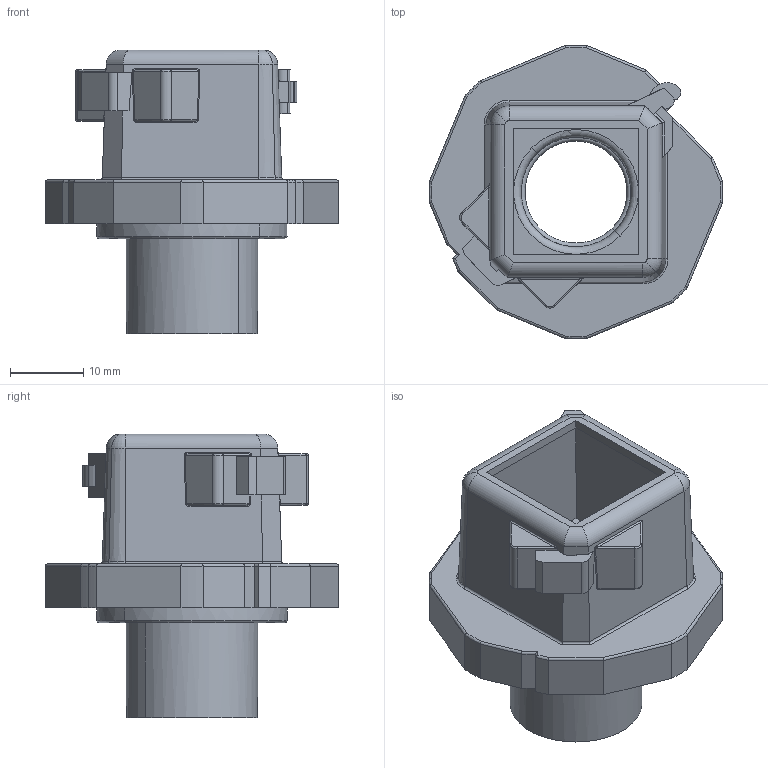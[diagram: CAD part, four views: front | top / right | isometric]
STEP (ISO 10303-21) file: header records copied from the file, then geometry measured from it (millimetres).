
FILE_DESCRIPTION(('CATIA V5 STEP Exchange','CAx-IF Rec.Pracs.--- Model Styling and Organization---1.4--- 2014-01-23'),'2;1');
FILE_NAME ('D1463369_0', '2019-02-06T10:57:50+00:00', ('none'), ('Weidmueller'), 'CATIA Version 5-6 Release 2016 SP3 HF44', 'CATIA V5 STEP AP214', 'none');
FILE_SCHEMA(('AUTOMOTIVE_DESIGN { 1 0 10303 214 1 1 1 1 }'));
Length unit declared in the file: millimetre
Products named in the file (1): 67133_OB_CABTITE_CGS_M20_BK
Bounding box: 39.99 x 39.99 x 38.7 mm (x, y, z)
Volume: 11572.6 mm3; surface area: 7852.9 mm2
Topology: 1 solids, 1 shells, 202 faces, 516 edges, 321 vertices
Faces by surface type: cylinder 81, plane 76, torus 29, bspline 10, cone 6
Entity records: 6420 total; most frequent: CARTESIAN_POINT 1795, ORIENTED_EDGE 1032, DIRECTION 806, EDGE_CURVE 516, VERTEX_POINT 321, AXIS2_PLACEMENT_3D 318, VECTOR 297, LINE 297
